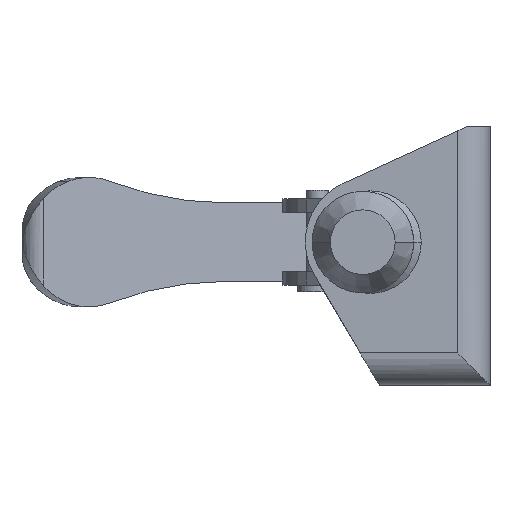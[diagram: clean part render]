
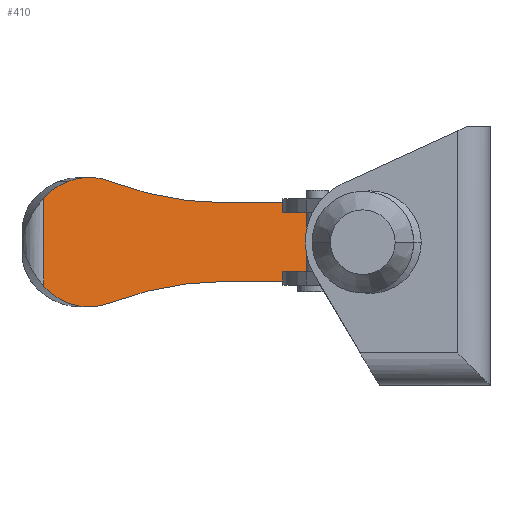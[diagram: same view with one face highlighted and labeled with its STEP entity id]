
A CAD part, left-side view. The second image highlights one B-rep face of the part: STEP entity #410.
In plain terms, the highlighted planar face has unit normal (-0.959, -0.284, 0).
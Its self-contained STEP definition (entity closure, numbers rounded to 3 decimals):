
#410 = ADVANCED_FACE( '', ( #725 ), #726, .T. );
#725 = FACE_OUTER_BOUND( '', #1168, .T. );
#726 = PLANE( '', #1169 );
#1168 = EDGE_LOOP( '', ( #2189, #2190, #2191, #2192, #2193, #2194, #2195, #2196, #2197 ) );
#1169 = AXIS2_PLACEMENT_3D( '', #2198, #2199, #2200 );
#2189 = ORIENTED_EDGE( '', *, *, #3210, .T. );
#2190 = ORIENTED_EDGE( '', *, *, #3198, .T. );
#2191 = ORIENTED_EDGE( '', *, *, #3195, .T. );
#2192 = ORIENTED_EDGE( '', *, *, #3209, .T. );
#2193 = ORIENTED_EDGE( '', *, *, #3221, .T. );
#2194 = ORIENTED_EDGE( '', *, *, #3203, .T. );
#2195 = ORIENTED_EDGE( '', *, *, #3218, .T. );
#2196 = ORIENTED_EDGE( '', *, *, #3215, .T. );
#2197 = ORIENTED_EDGE( '', *, *, #3222, .F. );
#2198 = CARTESIAN_POINT( '', ( 11.511, 35.325, 8. ) );
#2199 = DIRECTION( '', ( -0.959, -0.284, 0. ) );
#2200 = DIRECTION( '', ( -0.284, 0.959, 0. ) );
#3195 = EDGE_CURVE( '', #3872, #3869, #3873, .T. );
#3198 = EDGE_CURVE( '', #3877, #3872, #3878, .T. );
#3203 = EDGE_CURVE( '', #3887, #3885, #3888, .T. );
#3209 = EDGE_CURVE( '', #3869, #3896, #3898, .T. );
#3210 = EDGE_CURVE( '', #3899, #3877, #3900, .T. );
#3215 = EDGE_CURVE( '', #3909, #3907, #3910, .T. );
#3218 = EDGE_CURVE( '', #3885, #3909, #3913, .T. );
#3221 = EDGE_CURVE( '', #3896, #3887, #3916, .T. );
#3222 = EDGE_CURVE( '', #3899, #3907, #3917, .T. );
#3869 = VERTEX_POINT( '', #4862 );
#3872 = VERTEX_POINT( '', #4866 );
#3873 = CIRCLE( '', #4867, 7. );
#3877 = VERTEX_POINT( '', #4887 );
#3878 = CIRCLE( '', #4888, 37.54 );
#3885 = VERTEX_POINT( '', #4920 );
#3887 = VERTEX_POINT( '', #4923 );
#3888 = CIRCLE( '', #4924, 7. );
#3896 = VERTEX_POINT( '', #5015 );
#3898 = CIRCLE( '', #5047, 7. );
#3899 = VERTEX_POINT( '', #5048 );
#3900 = LINE( '', #5049, #5050 );
#3907 = VERTEX_POINT( '', #5058 );
#3909 = VERTEX_POINT( '', #5061 );
#3910 = LINE( '', #5062, #5063 );
#3913 = CIRCLE( '', #5076, 37.54 );
#3916 = LINE( '', #5081, #5082 );
#3917 = LINE( '', #5083, #5084 );
#4862 = CARTESIAN_POINT( '', ( 12.281, 32.72, 6.569 ) );
#4866 = CARTESIAN_POINT( '', ( 13.654, 28.08, 6.569 ) );
#4867 = AXIS2_PLACEMENT_3D( '', #6267, #6268, #6269 );
#4887 = CARTESIAN_POINT( '', ( 17.333, 15.637, 4.255 ) );
#4888 = AXIS2_PLACEMENT_3D( '', #6271, #6272, #6273 );
#4920 = CARTESIAN_POINT( '', ( 13.654, 28.08, -6.569 ) );
#4923 = CARTESIAN_POINT( '', ( 11.511, 35.325, -4.756 ) );
#4924 = AXIS2_PLACEMENT_3D( '', #6276, #6277, #6278 );
#5015 = CARTESIAN_POINT( '', ( 11.511, 35.325, 4.756 ) );
#5047 = AXIS2_PLACEMENT_3D( '', #6279, #6280, #6281 );
#5048 = CARTESIAN_POINT( '', ( 20.149, 6.114, 4.255 ) );
#5049 = CARTESIAN_POINT( '', ( 14.422, 25.481, 4.255 ) );
#5050 = VECTOR( '', #6282, 1. );
#5058 = CARTESIAN_POINT( '', ( 20.149, 6.114, -4.255 ) );
#5061 = CARTESIAN_POINT( '', ( 17.333, 15.637, -4.255 ) );
#5062 = CARTESIAN_POINT( '', ( 16.776, 17.521, -4.255 ) );
#5063 = VECTOR( '', #6291, 1. );
#5076 = AXIS2_PLACEMENT_3D( '', #6293, #6294, #6295 );
#5081 = CARTESIAN_POINT( '', ( 11.511, 35.325, 8. ) );
#5082 = VECTOR( '', #6298, 1. );
#5083 = CARTESIAN_POINT( '', ( 20.149, 6.114, 8. ) );
#5084 = VECTOR( '', #6299, 1. );
#6267 = CARTESIAN_POINT( '', ( 12.967, 30.4, 0. ) );
#6268 = DIRECTION( '', ( -0.959, -0.284, 0. ) );
#6269 = DIRECTION( '', ( 0.284, -0.959, 0. ) );
#6271 = CARTESIAN_POINT( '', ( 17.333, 15.637, 41.795 ) );
#6272 = DIRECTION( '', ( 0.959, 0.284, 0. ) );
#6273 = DIRECTION( '', ( -0.284, 0.959, 0. ) );
#6276 = CARTESIAN_POINT( '', ( 12.967, 30.4, 0. ) );
#6277 = DIRECTION( '', ( -0.959, -0.284, 0. ) );
#6278 = DIRECTION( '', ( 0.284, -0.959, 0. ) );
#6279 = CARTESIAN_POINT( '', ( 12.967, 30.4, 0. ) );
#6280 = DIRECTION( '', ( -0.959, -0.284, 0. ) );
#6281 = DIRECTION( '', ( 0.284, -0.959, 0. ) );
#6282 = DIRECTION( '', ( -0.284, 0.959, 0. ) );
#6291 = DIRECTION( '', ( 0.284, -0.959, 0. ) );
#6293 = CARTESIAN_POINT( '', ( 17.333, 15.637, -41.795 ) );
#6294 = DIRECTION( '', ( 0.959, 0.284, 0. ) );
#6295 = DIRECTION( '', ( 0.284, -0.959, 0. ) );
#6298 = DIRECTION( '', ( 0., 0., -1. ) );
#6299 = DIRECTION( '', ( 0., 0., -1. ) );
